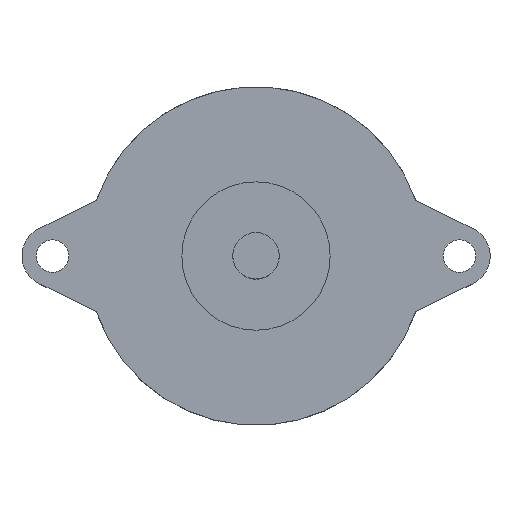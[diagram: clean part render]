
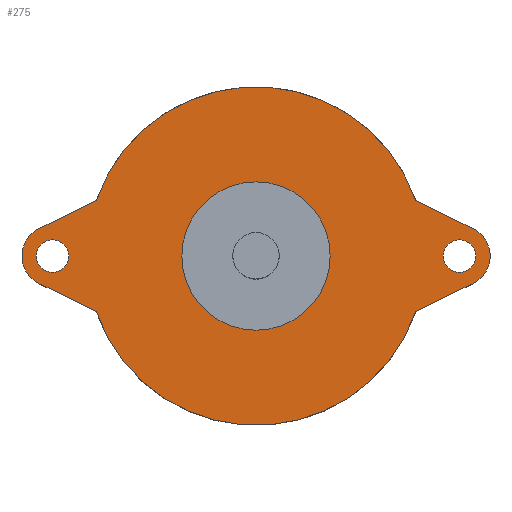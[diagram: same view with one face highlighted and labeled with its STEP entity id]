
A CAD part, top view. The second image highlights one B-rep face of the part: STEP entity #275.
In plain terms, the highlighted planar face has unit normal (0, 0, 1).
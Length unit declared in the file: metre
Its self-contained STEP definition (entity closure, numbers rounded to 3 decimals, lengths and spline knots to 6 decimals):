
#29=LINE('',#434,#45);
#32=LINE('',#440,#48);
#37=LINE('',#457,#53);
#40=LINE('',#463,#56);
#45=VECTOR('',#350,1.);
#48=VECTOR('',#355,1.);
#53=VECTOR('',#370,1.);
#56=VECTOR('',#375,1.);
#92=ORIENTED_EDGE('',*,*,#151,.F.);
#93=ORIENTED_EDGE('',*,*,#152,.F.);
#94=ORIENTED_EDGE('',*,*,#153,.F.);
#95=ORIENTED_EDGE('',*,*,#154,.T.);
#96=ORIENTED_EDGE('',*,*,#135,.T.);
#97=ORIENTED_EDGE('',*,*,#155,.T.);
#98=ORIENTED_EDGE('',*,*,#132,.T.);
#99=ORIENTED_EDGE('',*,*,#156,.T.);
#100=ORIENTED_EDGE('',*,*,#146,.T.);
#101=ORIENTED_EDGE('',*,*,#149,.T.);
#102=ORIENTED_EDGE('',*,*,#143,.T.);
#132=EDGE_CURVE('',#165,#166,#29,.T.);
#135=EDGE_CURVE('',#167,#168,#32,.T.);
#143=EDGE_CURVE('',#174,#175,#37,.T.);
#146=EDGE_CURVE('',#176,#177,#40,.T.);
#149=EDGE_CURVE('',#177,#174,#191,.T.);
#151=EDGE_CURVE('',#179,#179,#193,.T.);
#152=EDGE_CURVE('',#180,#180,#194,.T.);
#153=EDGE_CURVE('',#181,#181,#195,.T.);
#154=EDGE_CURVE('',#175,#167,#196,.T.);
#155=EDGE_CURVE('',#168,#165,#197,.T.);
#156=EDGE_CURVE('',#166,#176,#198,.T.);
#165=VERTEX_POINT('',#435);
#166=VERTEX_POINT('',#436);
#167=VERTEX_POINT('',#441);
#168=VERTEX_POINT('',#442);
#174=VERTEX_POINT('',#458);
#175=VERTEX_POINT('',#459);
#176=VERTEX_POINT('',#464);
#177=VERTEX_POINT('',#465);
#179=VERTEX_POINT('',#475);
#180=VERTEX_POINT('',#477);
#181=VERTEX_POINT('',#479);
#191=CIRCLE('',#312,0.0033);
#193=CIRCLE('',#316,0.008);
#194=CIRCLE('',#317,0.00175);
#195=CIRCLE('',#318,0.00175);
#196=CIRCLE('',#319,0.01825);
#197=CIRCLE('',#320,0.0033);
#198=CIRCLE('',#321,0.01825);
#212=EDGE_LOOP('',(#92));
#213=EDGE_LOOP('',(#93));
#214=EDGE_LOOP('',(#94));
#215=EDGE_LOOP('',(#95,#96,#97,#98,#99,#100,#101,#102));
#240=FACE_BOUND('',#212,.T.);
#241=FACE_BOUND('',#213,.T.);
#242=FACE_BOUND('',#214,.T.);
#243=FACE_BOUND('',#215,.T.);
#264=PLANE('',#315);
#275=ADVANCED_FACE('',(#240,#241,#242,#243),#264,.T.);
#312=AXIS2_PLACEMENT_3D('',#469,#380,#381);
#315=AXIS2_PLACEMENT_3D('',#473,#386,#387);
#316=AXIS2_PLACEMENT_3D('',#474,#388,#389);
#317=AXIS2_PLACEMENT_3D('',#476,#390,#391);
#318=AXIS2_PLACEMENT_3D('',#478,#392,#393);
#319=AXIS2_PLACEMENT_3D('',#480,#394,#395);
#320=AXIS2_PLACEMENT_3D('',#481,#396,#397);
#321=AXIS2_PLACEMENT_3D('',#482,#398,#399);
#350=DIRECTION('',(-0.897,0.442,0.));
#355=DIRECTION('',(0.897,0.442,0.));
#370=DIRECTION('',(0.897,-0.442,0.));
#375=DIRECTION('',(-0.897,-0.442,0.));
#380=DIRECTION('',(0.,0.,1.));
#381=DIRECTION('',(1.,0.,0.));
#386=DIRECTION('',(0.,0.,1.));
#387=DIRECTION('',(1.,0.,0.));
#388=DIRECTION('',(0.,0.,1.));
#389=DIRECTION('',(1.,0.,0.));
#390=DIRECTION('',(0.,0.,1.));
#391=DIRECTION('',(1.,0.,0.));
#392=DIRECTION('',(0.,0.,1.));
#393=DIRECTION('',(1.,0.,0.));
#394=DIRECTION('',(0.,0.,1.));
#395=DIRECTION('',(1.,0.,0.));
#396=DIRECTION('',(0.,0.,1.));
#397=DIRECTION('',(-1.,0.,0.));
#398=DIRECTION('',(0.,0.,1.));
#399=DIRECTION('',(1.,0.,0.));
#434=CARTESIAN_POINT('',(0.023408,0.002961,0.0125));
#435=CARTESIAN_POINT('',(0.023408,0.002961,0.0125));
#436=CARTESIAN_POINT('',(0.017236,0.006,0.0125));
#440=CARTESIAN_POINT('',(0.023408,-0.002961,0.0125));
#441=CARTESIAN_POINT('',(0.017236,-0.006,0.0125));
#442=CARTESIAN_POINT('',(0.023408,-0.002961,0.0125));
#457=CARTESIAN_POINT('',(-0.023408,-0.002961,0.0125));
#458=CARTESIAN_POINT('',(-0.023408,-0.002961,0.0125));
#459=CARTESIAN_POINT('',(-0.017236,-0.006,0.0125));
#463=CARTESIAN_POINT('',(-0.023408,0.002961,0.0125));
#464=CARTESIAN_POINT('',(-0.017236,0.006,0.0125));
#465=CARTESIAN_POINT('',(-0.023408,0.002961,0.0125));
#469=CARTESIAN_POINT('',(-0.02195,0.,0.0125));
#473=CARTESIAN_POINT('',(0.,0.,0.0125));
#474=CARTESIAN_POINT('',(0.,0.,0.0125));
#475=CARTESIAN_POINT('',(0.008,0.,0.0125));
#476=CARTESIAN_POINT('',(0.02195,0.,0.0125));
#477=CARTESIAN_POINT('',(0.0237,0.,0.0125));
#478=CARTESIAN_POINT('',(-0.02195,0.,0.0125));
#479=CARTESIAN_POINT('',(-0.0202,0.,0.0125));
#480=CARTESIAN_POINT('',(0.,0.,0.0125));
#481=CARTESIAN_POINT('',(0.02195,0.,0.0125));
#482=CARTESIAN_POINT('',(0.,0.,0.0125));
